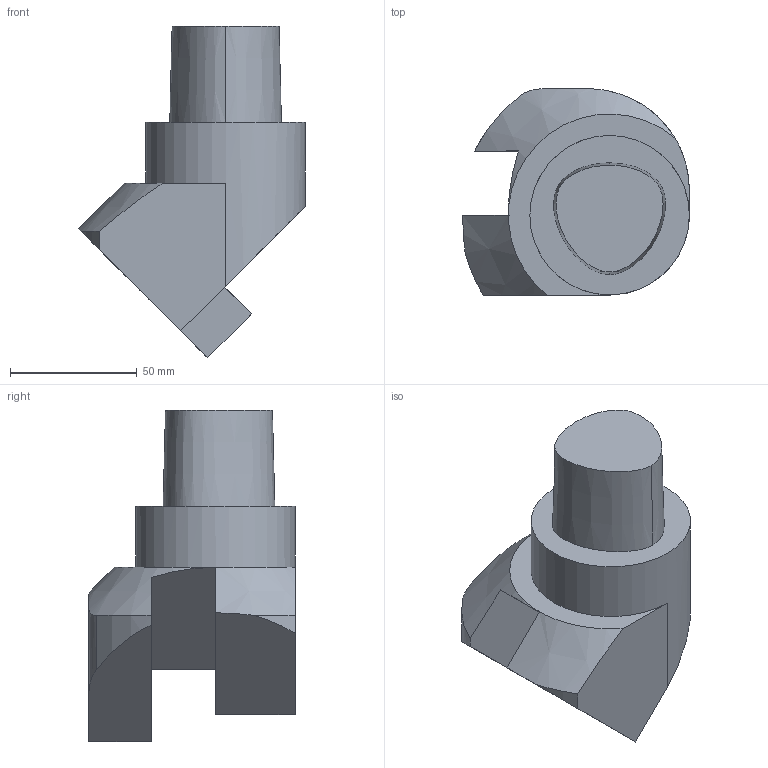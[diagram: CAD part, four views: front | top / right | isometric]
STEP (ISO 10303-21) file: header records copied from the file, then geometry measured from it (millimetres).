
FILE_DESCRIPTION((''),'1');
FILE_NAME('C6-45-BH1.000L-3.25.stp','2018-03-15T01:44:54',(''),(''),'Spatial Interop R21 SP3','Kubotek KeyCreator 2011 V10.0.2 (22737)',' ');
FILE_SCHEMA(('automotive_design'));
Length unit declared in the file: millimetre
Products named in the file (1): Unnamed[1]
Bounding box: 89.54 x 81.5 x 131 mm (x, y, z)
Volume: 324903.7 mm3; surface area: 34479.9 mm2
Topology: 1 solids, 1 shells, 24 faces, 63 edges, 41 vertices
Faces by surface type: plane 15, cylinder 5, bspline 2, cone 2
Full cylindrical faces by diameter (mm): 63 x1
Entity records: 1567 total; most frequent: CARTESIAN_POINT 374, ORIENTED_EDGE 122, DIRECTION 113, PRESENTATION_STYLE_ASSIGNMENT 111, COLOUR_RGB 111, STYLED_ITEM 86, CURVE_STYLE 86, DRAUGHTING_PRE_DEFINED_CURVE_FONT 86
